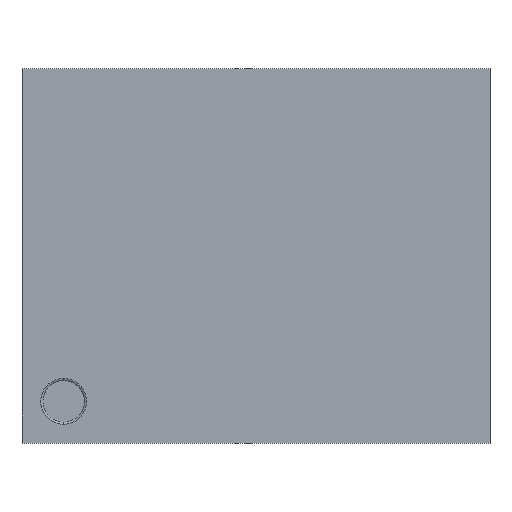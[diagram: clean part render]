
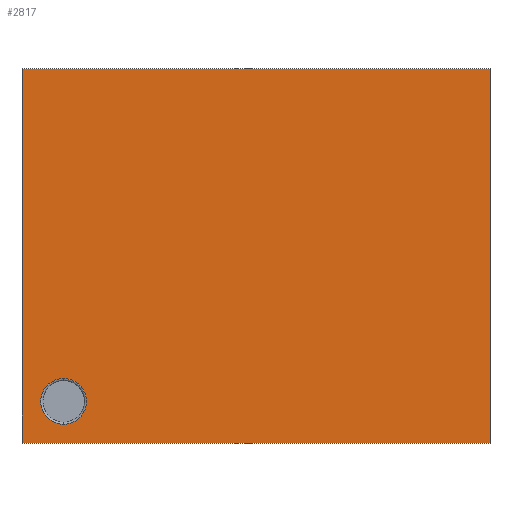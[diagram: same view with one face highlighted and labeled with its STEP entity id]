
A CAD part, top view. The second image highlights one B-rep face of the part: STEP entity #2817.
In plain terms, the highlighted planar face has unit normal (0, 0, 1).
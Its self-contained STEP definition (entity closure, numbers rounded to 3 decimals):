
#2628 = CARTESIAN_POINT ( 'NONE',  ( -4.625, -2.95, 5.12 ) ) ;
#2629 = VERTEX_POINT ( 'NONE', #2628 ) ;
#2630 = CARTESIAN_POINT ( 'NONE',  ( -4.625, -4.05, 5.12 ) ) ;
#2631 = VERTEX_POINT ( 'NONE', #2630 ) ;
#2632 = CARTESIAN_POINT ( 'NONE',  ( -4.625, -3.5, 5.12 ) ) ;
#2633 = DIRECTION ( 'NONE',  ( 0., 0., -1. ) ) ;
#2634 = DIRECTION ( 'NONE',  ( 0., -1., 0. ) ) ;
#2635 = AXIS2_PLACEMENT_3D ( 'NONE', #2632, #2633, #2634 ) ;
#2636 = CIRCLE ( 'NONE', #2635, 0.55) ;
#2637 = EDGE_CURVE ( 'NONE', #2629, #2631, #2636, .T. ) ;
#2682 = CARTESIAN_POINT ( 'NONE',  ( -5.625, -4.5, 5.12 ) ) ;
#2683 = VERTEX_POINT ( 'NONE', #2682 ) ;
#2690 = CARTESIAN_POINT ( 'NONE',  ( -5.625, 4.5, 5.12 ) ) ;
#2691 = VERTEX_POINT ( 'NONE', #2690 ) ;
#2692 = CARTESIAN_POINT ( 'NONE',  ( -5.625, -4.5, 5.12 ) ) ;
#2693 = DIRECTION ( 'NONE',  ( 0., -1., 0. ) ) ;
#2694 = VECTOR ( 'NONE', #2693, 1000. ) ;
#2695 = LINE ( 'NONE', #2692, #2694 ) ;
#2696 = EDGE_CURVE ( 'NONE', #2691, #2683, #2695, .T. ) ;
#2720 = CARTESIAN_POINT ( 'NONE',  ( 5.625, -4.5, 5.12 ) ) ;
#2721 = VERTEX_POINT ( 'NONE', #2720 ) ;
#2728 = CARTESIAN_POINT ( 'NONE',  ( 5.625, -4.5, 5.12 ) ) ;
#2729 = DIRECTION ( 'NONE',  ( 1., 0., 0. ) ) ;
#2730 = VECTOR ( 'NONE', #2729, 1000. ) ;
#2731 = LINE ( 'NONE', #2728, #2730 ) ;
#2732 = EDGE_CURVE ( 'NONE', #2683, #2721, #2731, .T. ) ;
#2751 = CARTESIAN_POINT ( 'NONE',  ( 5.625, 4.5, 5.12 ) ) ;
#2752 = VERTEX_POINT ( 'NONE', #2751 ) ;
#2759 = CARTESIAN_POINT ( 'NONE',  ( 5.625, -4.5, 5.12 ) ) ;
#2760 = DIRECTION ( 'NONE',  ( 0., 1., 0. ) ) ;
#2761 = VECTOR ( 'NONE', #2760, 1000. ) ;
#2762 = LINE ( 'NONE', #2759, #2761 ) ;
#2763 = EDGE_CURVE ( 'NONE', #2721, #2752, #2762, .T. ) ;
#2781 = CARTESIAN_POINT ( 'NONE',  ( 5.625, 4.5, 5.12 ) ) ;
#2782 = DIRECTION ( 'NONE',  ( -1., 0., 0. ) ) ;
#2783 = VECTOR ( 'NONE', #2782, 1000. ) ;
#2784 = LINE ( 'NONE', #2781, #2783 ) ;
#2785 = EDGE_CURVE ( 'NONE', #2752, #2691, #2784, .T. ) ;
#2796 = CARTESIAN_POINT ( 'NONE',  ( -4.625, -3.5, 5.12 ) ) ;
#2797 = DIRECTION ( 'NONE',  ( 0., 0., -1. ) ) ;
#2798 = DIRECTION ( 'NONE',  ( 0., -1., 0. ) ) ;
#2799 = AXIS2_PLACEMENT_3D ( 'NONE', #2796, #2797, #2798 ) ;
#2800 = CIRCLE ( 'NONE', #2799, 0.55) ;
#2801 = EDGE_CURVE ( 'NONE', #2631, #2629, #2800, .T. ) ;
#2802 = ORIENTED_EDGE ( 'NONE', *, *, #2801, .T. ) ;
#2803 = ORIENTED_EDGE ( 'NONE', *, *, #2637, .T. ) ;
#2804 = EDGE_LOOP ( 'NONE', ( #2802, #2803 ) ) ;
#2805 = FACE_BOUND ( 'NONE', #2804, .T. ) ;
#2806 = ORIENTED_EDGE ( 'NONE', *, *, #2696, .T. ) ;
#2807 = ORIENTED_EDGE ( 'NONE', *, *, #2732, .T. ) ;
#2808 = ORIENTED_EDGE ( 'NONE', *, *, #2763, .T. ) ;
#2809 = ORIENTED_EDGE ( 'NONE', *, *, #2785, .T. ) ;
#2810 = EDGE_LOOP ( 'NONE', ( #2806, #2807, #2808, #2809 ) ) ;
#2811 = FACE_OUTER_BOUND ( 'NONE', #2810, .T. ) ;
#2812 = CARTESIAN_POINT ( 'NONE',  ( 0., 0., 5.12 ) ) ;
#2813 = DIRECTION ( 'NONE',  ( 0., 0., 1. ) ) ;
#2814 = DIRECTION ( 'NONE',  ( 0., -1., 0. ) ) ;
#2815 = AXIS2_PLACEMENT_3D ( 'NONE', #2812, #2813, #2814 ) ;
#2816 = PLANE ( 'NONE', #2815 ) ;
#2817 = ADVANCED_FACE ( 'NONE', ( #2805, #2811 ), #2816, .T. ) ;
